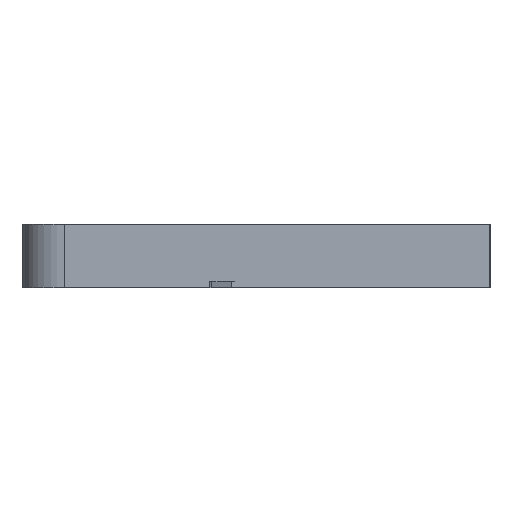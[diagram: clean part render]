
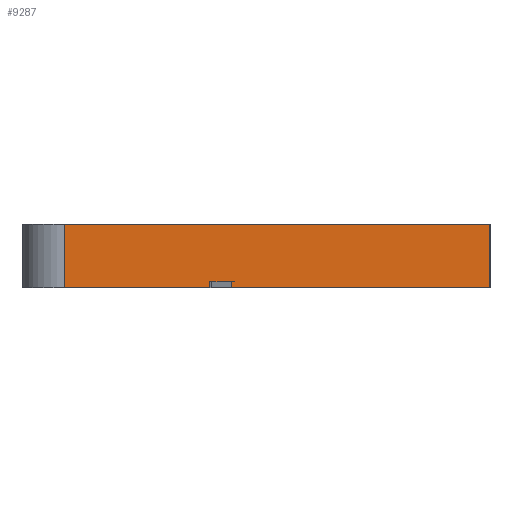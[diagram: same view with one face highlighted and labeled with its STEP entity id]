
A CAD part, left-side view. The second image highlights one B-rep face of the part: STEP entity #9287.
In plain terms, the highlighted planar face has unit normal (-1, 0, 0).
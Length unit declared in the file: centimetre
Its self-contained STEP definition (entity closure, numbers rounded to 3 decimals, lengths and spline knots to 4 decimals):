
#833=PLANE('',#9807);
#1084=FACE_OUTER_BOUND('',#1596,.T.);
#1596=EDGE_LOOP('',(#6414,#6415,#6416,#6417,#6418,#6419,#6420,#6421));
#2125=LINE('',#11850,#3040);
#2130=LINE('',#11874,#3045);
#2138=LINE('',#12601,#3053);
#2140=LINE('',#12666,#3055);
#2141=LINE('',#12668,#3056);
#2142=LINE('',#12670,#3057);
#2143=LINE('',#12672,#3058);
#2144=LINE('',#12673,#3059);
#3040=VECTOR('',#10168,1.);
#3045=VECTOR('',#10175,1.);
#3053=VECTOR('',#10185,1.);
#3055=VECTOR('',#10191,1.);
#3056=VECTOR('',#10192,1.);
#3057=VECTOR('',#10193,1.);
#3058=VECTOR('',#10194,1.);
#3059=VECTOR('',#10195,1.);
#3963=VERTEX_POINT('',#11834);
#3965=VERTEX_POINT('',#11849);
#3968=VERTEX_POINT('',#11868);
#3970=VERTEX_POINT('',#11872);
#3981=VERTEX_POINT('',#12665);
#3982=VERTEX_POINT('',#12667);
#3983=VERTEX_POINT('',#12669);
#3984=VERTEX_POINT('',#12671);
#4928=EDGE_CURVE('',#3965,#3963,#2125,.T.);
#4934=EDGE_CURVE('',#3968,#3970,#2130,.T.);
#4950=EDGE_CURVE('',#3970,#3965,#2138,.T.);
#4954=EDGE_CURVE('',#3981,#3963,#2140,.T.);
#4955=EDGE_CURVE('',#3981,#3982,#2141,.T.);
#4956=EDGE_CURVE('',#3983,#3982,#2142,.T.);
#4957=EDGE_CURVE('',#3984,#3983,#2143,.T.);
#4958=EDGE_CURVE('',#3968,#3984,#2144,.T.);
#6414=ORIENTED_EDGE('',*,*,#4934,.T.);
#6415=ORIENTED_EDGE('',*,*,#4950,.T.);
#6416=ORIENTED_EDGE('',*,*,#4928,.T.);
#6417=ORIENTED_EDGE('',*,*,#4954,.F.);
#6418=ORIENTED_EDGE('',*,*,#4955,.T.);
#6419=ORIENTED_EDGE('',*,*,#4956,.F.);
#6420=ORIENTED_EDGE('',*,*,#4957,.F.);
#6421=ORIENTED_EDGE('',*,*,#4958,.F.);
#9287=ADVANCED_FACE('',(#1084),#833,.T.);
#9807=AXIS2_PLACEMENT_3D('',#12664,#10189,#10190);
#10168=DIRECTION('',(0.,0.,-1.));
#10175=DIRECTION('',(0.,0.,1.));
#10185=DIRECTION('',(0.,-1.,0.));
#10189=DIRECTION('center_axis',(-1.,0.,0.));
#10190=DIRECTION('ref_axis',(0.,-1.,0.));
#10191=DIRECTION('',(0.,1.,0.));
#10192=DIRECTION('',(0.,0.,1.));
#10193=DIRECTION('',(0.,-1.,0.));
#10194=DIRECTION('',(0.,0.,1.));
#10195=DIRECTION('',(0.,1.,0.));
#11834=CARTESIAN_POINT('',(-4.4928,1.1201,0.));
#11849=CARTESIAN_POINT('',(-4.4928,1.1201,0.03));
#11850=CARTESIAN_POINT('',(-4.4928,1.1201,0.));
#11868=CARTESIAN_POINT('',(-4.4928,1.2235,0.));
#11872=CARTESIAN_POINT('',(-4.4928,1.2235,0.03));
#11874=CARTESIAN_POINT('',(-4.4928,1.2235,0.));
#12601=CARTESIAN_POINT('',(-4.4928,1.3928,0.03));
#12664=CARTESIAN_POINT('Origin',(-4.4928,1.906,0.));
#12665=CARTESIAN_POINT('',(-4.4928,-0.094,0.));
#12666=CARTESIAN_POINT('',(-4.4928,-0.094,0.));
#12667=CARTESIAN_POINT('',(-4.4928,-0.094,0.3));
#12668=CARTESIAN_POINT('',(-4.4928,-0.094,0.));
#12669=CARTESIAN_POINT('',(-4.4928,1.906,0.3));
#12670=CARTESIAN_POINT('',(-4.4928,-0.094,0.3));
#12671=CARTESIAN_POINT('',(-4.4928,1.906,0.));
#12672=CARTESIAN_POINT('',(-4.4928,1.906,0.));
#12673=CARTESIAN_POINT('',(-4.4928,-0.094,0.));
